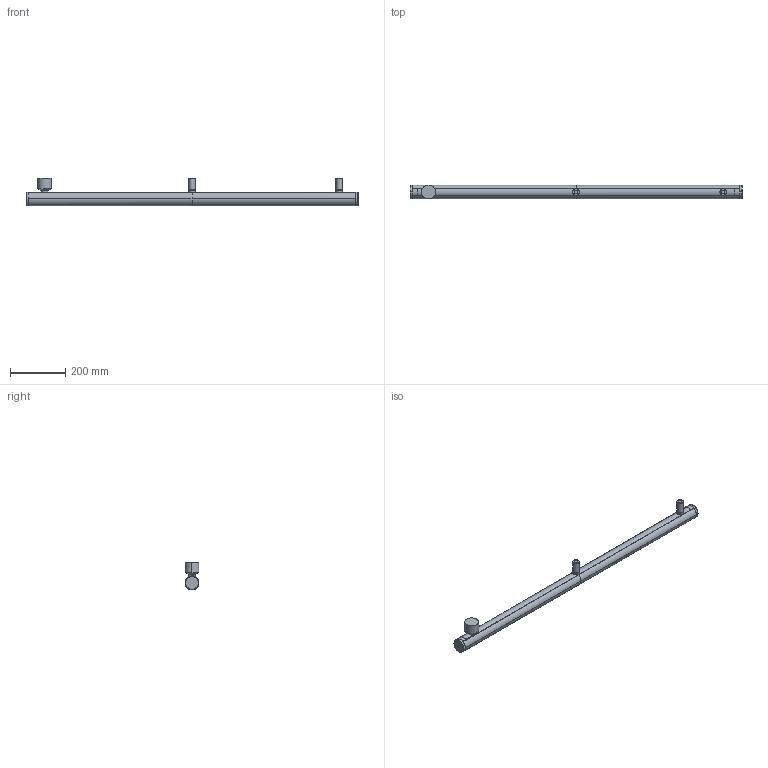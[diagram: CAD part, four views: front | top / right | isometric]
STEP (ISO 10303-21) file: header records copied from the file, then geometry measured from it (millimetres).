
FILE_DESCRIPTION(/* description */ (''),/* implementation_level */ '2;1');
FILE_NAME(/* name */ 'Alphabet_of_Light_linear_semi rec_120',/* time_stamp */ '2020-07-20T17:35:16+02:00',/* author */ (''),/* organization */ (''),/* preprocessor_version */ 'ST-DEVELOPER v15',/* originating_system */ '',/* authorisation */ '');
FILE_SCHEMA (('AUTOMOTIVE_DESIGN'));
Length unit declared in the file: millimetre
Products named in the file (1): Document
Bounding box: 1200 x 50 x 100 mm (x, y, z)
Surface area: 232268.7 mm2 (no closed solid volume)
Topology: 0 solids, 6 shells, 107 faces, 289 edges, 190 vertices
Faces by surface type: bspline 64, plane 43
Entity records: 5002 total; most frequent: CARTESIAN_POINT 3306, ORIENTED_EDGE 516, EDGE_CURVE 288, VERTEX_POINT 188, B_SPLINE_CURVE_WITH_KNOTS 136, EDGE_LOOP 113, ADVANCED_FACE 107, FACE_OUTER_BOUND 107
